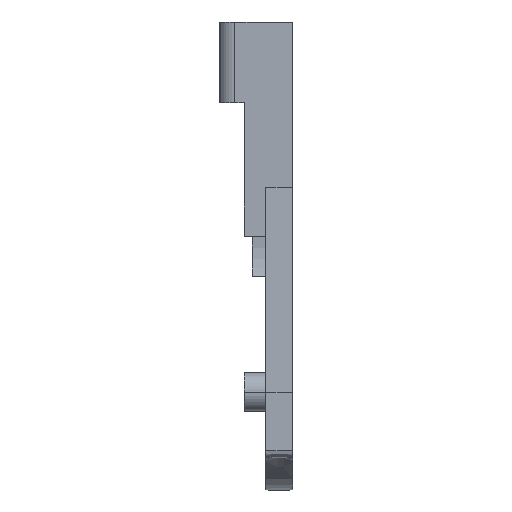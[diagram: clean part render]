
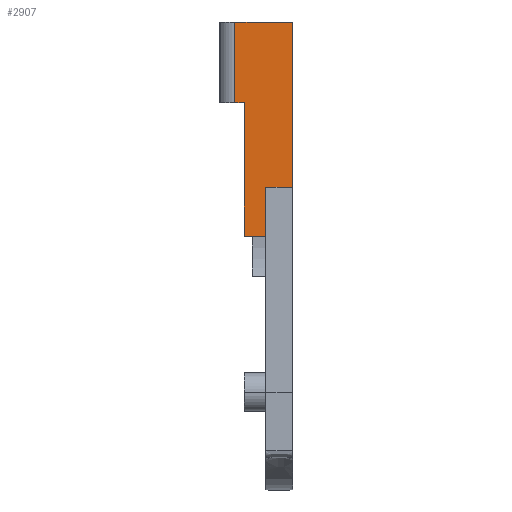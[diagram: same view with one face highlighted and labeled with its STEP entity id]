
A CAD part, front view. The second image highlights one B-rep face of the part: STEP entity #2907.
In plain terms, the highlighted planar face has unit normal (0, -1, 0).
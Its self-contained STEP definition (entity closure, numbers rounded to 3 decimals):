
#184=DIRECTION('',(0.,0.,1.));
#185=VECTOR('',#184,24.876);
#186=CARTESIAN_POINT('',(-9.116,235.791,47.277));
#187=LINE('',#186,#185);
#541=DIRECTION('',(0.,0.,1.));
#542=VECTOR('',#541,30.74);
#543=CARTESIAN_POINT('',(-0.116,235.791,56.413));
#544=LINE('',#543,#542);
#863=DIRECTION('',(0.,0.,1.));
#864=VECTOR('',#863,9.136);
#865=CARTESIAN_POINT('',(-5.116,235.791,47.277));
#866=LINE('',#865,#864);
#867=DIRECTION('',(1.,0.,0.));
#868=VECTOR('',#867,4.);
#869=CARTESIAN_POINT('',(-9.116,235.791,47.277));
#870=LINE('',#869,#868);
#871=DIRECTION('',(0.,0.,-1.));
#872=VECTOR('',#871,15.);
#873=CARTESIAN_POINT('',(-10.849,235.791,87.154));
#874=LINE('',#873,#872);
#875=DIRECTION('',(1.,0.,0.));
#876=VECTOR('',#875,10.733);
#877=CARTESIAN_POINT('',(-10.849,235.791,87.154));
#878=LINE('',#877,#876);
#879=DIRECTION('',(-1.,0.,0.));
#880=VECTOR('',#879,5.);
#881=CARTESIAN_POINT('',(-0.116,235.791,56.413));
#882=LINE('',#881,#880);
#893=DIRECTION('',(1.,0.,0.));
#894=VECTOR('',#893,1.733);
#895=CARTESIAN_POINT('',(-10.849,235.791,72.154));
#896=LINE('',#895,#894);
#1703=CARTESIAN_POINT('',(-9.116,235.791,47.277));
#1705=VERTEX_POINT('',#1703);
#1781=CARTESIAN_POINT('',(-0.116,235.791,
87.154));
#1783=VERTEX_POINT('',#1781);
#1790=CARTESIAN_POINT('',(-9.116,235.791,72.154));
#1792=VERTEX_POINT('',#1790);
#1795=CARTESIAN_POINT('',(-10.849,235.791,72.154));
#1796=VERTEX_POINT('',#1795);
#1799=CARTESIAN_POINT('',(-10.849,235.791,87.154));
#1800=VERTEX_POINT('',#1799);
#1845=CARTESIAN_POINT('',(-5.116,235.791,47.277));
#1846=CARTESIAN_POINT('',(-5.116,235.791,56.413));
#1847=VERTEX_POINT('',#1845);
#1848=VERTEX_POINT('',#1846);
#1849=CARTESIAN_POINT('',(-0.116,235.791,
56.413));
#1850=VERTEX_POINT('',#1849);
#2889=CARTESIAN_POINT('',(-0.116,235.791,
47.154));
#2890=DIRECTION('',(0.,-1.,0.));
#2891=DIRECTION('',(0.,0.,1.));
#2892=AXIS2_PLACEMENT_3D('',#2889,#2890,#2891);
#2893=PLANE('',#2892);
#2894=ORIENTED_EDGE('',*,*,#1993,.F.);
#2895=ORIENTED_EDGE('',*,*,#1972,.F.);
#2896=ORIENTED_EDGE('',*,*,#2273,.T.);
#2898=ORIENTED_EDGE('',*,*,#2897,.F.);
#2900=ORIENTED_EDGE('',*,*,#2899,.F.);
#2902=ORIENTED_EDGE('',*,*,#2901,.T.);
#2903=ORIENTED_EDGE('',*,*,#2379,.F.);
#2904=ORIENTED_EDGE('',*,*,#2867,.T.);
#2905=EDGE_LOOP('',(#2894,#2895,#2896,#2898,#2900,#2902,#2903,#2904));
#2906=FACE_OUTER_BOUND('',#2905,.F.);
#2907=ADVANCED_FACE('',(#2906),#2893,.T.);
#1972=EDGE_CURVE('',#1705,#1847,#870,.T.);
#1993=EDGE_CURVE('',#1847,#1848,#866,.T.);
#2273=EDGE_CURVE('',#1705,#1792,#187,.T.);
#2379=EDGE_CURVE('',#1850,#1783,#544,.T.);
#2867=EDGE_CURVE('',#1850,#1848,#882,.T.);
#2897=EDGE_CURVE('',#1796,#1792,#896,.T.);
#2899=EDGE_CURVE('',#1800,#1796,#874,.T.);
#2901=EDGE_CURVE('',#1800,#1783,#878,.T.);
